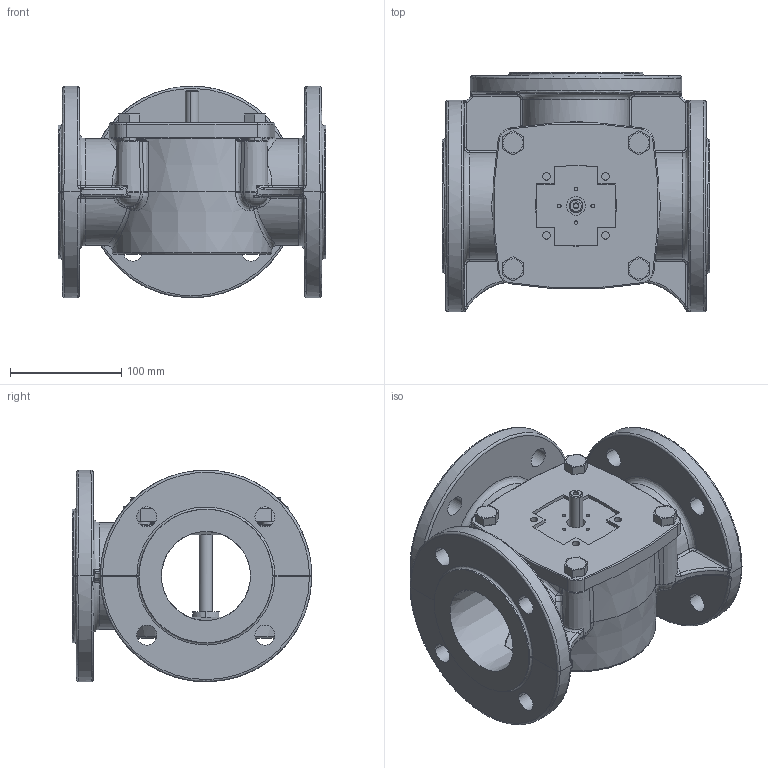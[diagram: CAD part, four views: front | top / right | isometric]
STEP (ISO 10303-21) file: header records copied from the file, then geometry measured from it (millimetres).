
FILE_DESCRIPTION(('CATIA V5 STEP Exchange'),'2;1');
FILE_NAME('3F80.stp','2012-10-12T08:19:26+00:00',('none'),('none'),'CATIA Version 5 Release 20 SP 6 (IN-10)','CATIA V5 STEP AP203','none');
FILE_SCHEMA(('CONFIG_CONTROL_DESIGN'));
Length unit declared in the file: millimetre
Products named in the file (1): Product1
Assembly tree (7 placements, depth 2):
  Product1
    #58
    #27309
    #30763
    #31140  x4
Bounding box: 240 x 215 x 189.99 mm (x, y, z)
Volume: 2061415.4 mm3; surface area: 416379.7 mm2
Topology: 7 solids, 7 shells, 643 faces, 1593 edges, 974 vertices
Faces by surface type: cylinder 174, plane 171, bspline 168, cone 60, torus 50, sphere 16, revolution 4
Entity records: 31712 total; most frequent: CARTESIAN_POINT 20057, ORIENTED_EDGE 2898, EDGE_CURVE 1449, DIRECTION 1384, VERTEX_POINT 896, AXIS2_PLACEMENT_3D 725, B_SPLINE_CURVE_WITH_KNOTS 725, EDGE_LOOP 657
